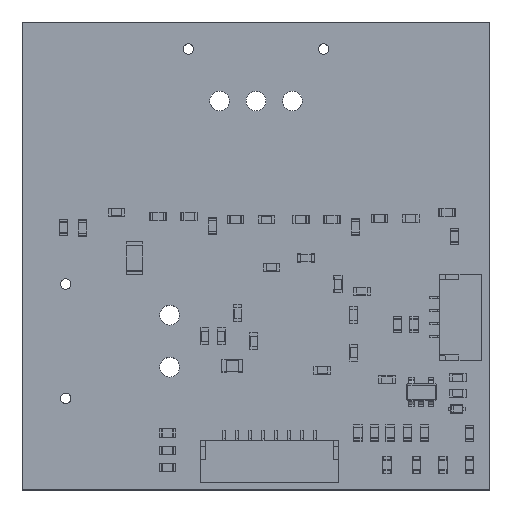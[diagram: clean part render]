
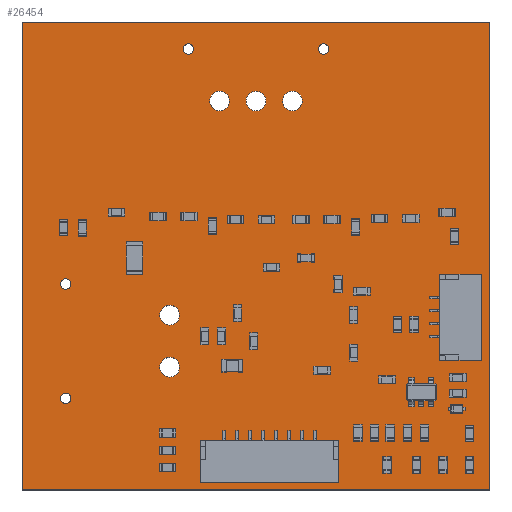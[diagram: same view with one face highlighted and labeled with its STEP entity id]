
A CAD part, top view. The second image highlights one B-rep face of the part: STEP entity #26454.
In plain terms, the highlighted planar face has unit normal (0, 0, 1).
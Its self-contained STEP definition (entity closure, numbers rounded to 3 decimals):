
#26243 = VERTEX_POINT('',#26244);
#26244 = CARTESIAN_POINT('',(168.,-149.5,1.6));
#26250 = EDGE_CURVE('',#26243,#26251,#26253,.T.);
#26251 = VERTEX_POINT('',#26252);
#26252 = CARTESIAN_POINT('',(123.,-149.5,1.6));
#26253 = LINE('',#26254,#26255);
#26254 = CARTESIAN_POINT('',(168.,-149.5,1.6));
#26255 = VECTOR('',#26256,1.);
#26256 = DIRECTION('',(-1.,0.,0.));
#26283 = VERTEX_POINT('',#26284);
#26284 = CARTESIAN_POINT('',(168.,-104.5,1.6));
#26290 = EDGE_CURVE('',#26283,#26243,#26291,.T.);
#26291 = LINE('',#26292,#26293);
#26292 = CARTESIAN_POINT('',(168.,-104.5,1.6));
#26293 = VECTOR('',#26294,1.);
#26294 = DIRECTION('',(0.,-1.,0.));
#26312 = EDGE_CURVE('',#26251,#26313,#26315,.T.);
#26313 = VERTEX_POINT('',#26314);
#26314 = CARTESIAN_POINT('',(123.,-104.5,1.6));
#26315 = LINE('',#26316,#26317);
#26316 = CARTESIAN_POINT('',(123.,-149.5,1.6));
#26317 = VECTOR('',#26318,1.);
#26318 = DIRECTION('',(0.,1.,0.));
#26454 = ADVANCED_FACE('',(#26455,#26466,#26477,#26488,#26499,#26510,
    #26521,#26532,#26543,#26554),#26565,.T.);
#26455 = FACE_BOUND('',#26456,.T.);
#26456 = EDGE_LOOP('',(#26457,#26458,#26459,#26465));
#26457 = ORIENTED_EDGE('',*,*,#26250,.F.);
#26458 = ORIENTED_EDGE('',*,*,#26290,.F.);
#26459 = ORIENTED_EDGE('',*,*,#26460,.F.);
#26460 = EDGE_CURVE('',#26313,#26283,#26461,.T.);
#26461 = LINE('',#26462,#26463);
#26462 = CARTESIAN_POINT('',(123.,-104.5,1.6));
#26463 = VECTOR('',#26464,1.);
#26464 = DIRECTION('',(1.,0.,0.));
#26465 = ORIENTED_EDGE('',*,*,#26312,.F.);
#26466 = FACE_BOUND('',#26467,.T.);
#26467 = EDGE_LOOP('',(#26468));
#26468 = ORIENTED_EDGE('',*,*,#26469,.T.);
#26469 = EDGE_CURVE('',#26470,#26470,#26472,.T.);
#26470 = VERTEX_POINT('',#26471);
#26471 = CARTESIAN_POINT('',(127.2,-141.2,1.6));
#26472 = CIRCLE('',#26473,0.5);
#26473 = AXIS2_PLACEMENT_3D('',#26474,#26475,#26476);
#26474 = CARTESIAN_POINT('',(127.2,-140.7,1.6));
#26475 = DIRECTION('',(-0.,0.,-1.));
#26476 = DIRECTION('',(-0.,-1.,0.));
#26477 = FACE_BOUND('',#26478,.T.);
#26478 = EDGE_LOOP('',(#26479));
#26479 = ORIENTED_EDGE('',*,*,#26480,.T.);
#26480 = EDGE_CURVE('',#26481,#26481,#26483,.T.);
#26481 = VERTEX_POINT('',#26482);
#26482 = CARTESIAN_POINT('',(137.2,-138.65,1.6));
#26483 = CIRCLE('',#26484,0.95);
#26484 = AXIS2_PLACEMENT_3D('',#26485,#26486,#26487);
#26485 = CARTESIAN_POINT('',(137.2,-137.7,1.6));
#26486 = DIRECTION('',(-0.,0.,-1.));
#26487 = DIRECTION('',(-0.,-1.,0.));
#26488 = FACE_BOUND('',#26489,.T.);
#26489 = EDGE_LOOP('',(#26490));
#26490 = ORIENTED_EDGE('',*,*,#26491,.T.);
#26491 = EDGE_CURVE('',#26492,#26492,#26494,.T.);
#26492 = VERTEX_POINT('',#26493);
#26493 = CARTESIAN_POINT('',(137.2,-133.65,1.6));
#26494 = CIRCLE('',#26495,0.95);
#26495 = AXIS2_PLACEMENT_3D('',#26496,#26497,#26498);
#26496 = CARTESIAN_POINT('',(137.2,-132.7,1.6));
#26497 = DIRECTION('',(-0.,0.,-1.));
#26498 = DIRECTION('',(-0.,-1.,0.));
#26499 = FACE_BOUND('',#26500,.T.);
#26500 = EDGE_LOOP('',(#26501));
#26501 = ORIENTED_EDGE('',*,*,#26502,.T.);
#26502 = EDGE_CURVE('',#26503,#26503,#26505,.T.);
#26503 = VERTEX_POINT('',#26504);
#26504 = CARTESIAN_POINT('',(127.2,-130.2,1.6));
#26505 = CIRCLE('',#26506,0.5);
#26506 = AXIS2_PLACEMENT_3D('',#26507,#26508,#26509);
#26507 = CARTESIAN_POINT('',(127.2,-129.7,1.6));
#26508 = DIRECTION('',(-0.,0.,-1.));
#26509 = DIRECTION('',(-0.,-1.,0.));
#26510 = FACE_BOUND('',#26511,.T.);
#26511 = EDGE_LOOP('',(#26512));
#26512 = ORIENTED_EDGE('',*,*,#26513,.T.);
#26513 = EDGE_CURVE('',#26514,#26514,#26516,.T.);
#26514 = VERTEX_POINT('',#26515);
#26515 = CARTESIAN_POINT('',(139.,-107.6,1.6));
#26516 = CIRCLE('',#26517,0.5);
#26517 = AXIS2_PLACEMENT_3D('',#26518,#26519,#26520);
#26518 = CARTESIAN_POINT('',(139.,-107.1,1.6));
#26519 = DIRECTION('',(-0.,0.,-1.));
#26520 = DIRECTION('',(-0.,-1.,0.));
#26521 = FACE_BOUND('',#26522,.T.);
#26522 = EDGE_LOOP('',(#26523));
#26523 = ORIENTED_EDGE('',*,*,#26524,.T.);
#26524 = EDGE_CURVE('',#26525,#26525,#26527,.T.);
#26525 = VERTEX_POINT('',#26526);
#26526 = CARTESIAN_POINT('',(142.,-113.05,1.6));
#26527 = CIRCLE('',#26528,0.95);
#26528 = AXIS2_PLACEMENT_3D('',#26529,#26530,#26531);
#26529 = CARTESIAN_POINT('',(142.,-112.1,1.6));
#26530 = DIRECTION('',(-0.,0.,-1.));
#26531 = DIRECTION('',(-0.,-1.,0.));
#26532 = FACE_BOUND('',#26533,.T.);
#26533 = EDGE_LOOP('',(#26534));
#26534 = ORIENTED_EDGE('',*,*,#26535,.T.);
#26535 = EDGE_CURVE('',#26536,#26536,#26538,.T.);
#26536 = VERTEX_POINT('',#26537);
#26537 = CARTESIAN_POINT('',(145.5,-113.05,1.6));
#26538 = CIRCLE('',#26539,0.95);
#26539 = AXIS2_PLACEMENT_3D('',#26540,#26541,#26542);
#26540 = CARTESIAN_POINT('',(145.5,-112.1,1.6));
#26541 = DIRECTION('',(-0.,0.,-1.));
#26542 = DIRECTION('',(-0.,-1.,0.));
#26543 = FACE_BOUND('',#26544,.T.);
#26544 = EDGE_LOOP('',(#26545));
#26545 = ORIENTED_EDGE('',*,*,#26546,.T.);
#26546 = EDGE_CURVE('',#26547,#26547,#26549,.T.);
#26547 = VERTEX_POINT('',#26548);
#26548 = CARTESIAN_POINT('',(149.,-113.05,1.6));
#26549 = CIRCLE('',#26550,0.95);
#26550 = AXIS2_PLACEMENT_3D('',#26551,#26552,#26553);
#26551 = CARTESIAN_POINT('',(149.,-112.1,1.6));
#26552 = DIRECTION('',(-0.,0.,-1.));
#26553 = DIRECTION('',(-0.,-1.,0.));
#26554 = FACE_BOUND('',#26555,.T.);
#26555 = EDGE_LOOP('',(#26556));
#26556 = ORIENTED_EDGE('',*,*,#26557,.T.);
#26557 = EDGE_CURVE('',#26558,#26558,#26560,.T.);
#26558 = VERTEX_POINT('',#26559);
#26559 = CARTESIAN_POINT('',(152.,-107.6,1.6));
#26560 = CIRCLE('',#26561,0.5);
#26561 = AXIS2_PLACEMENT_3D('',#26562,#26563,#26564);
#26562 = CARTESIAN_POINT('',(152.,-107.1,1.6));
#26563 = DIRECTION('',(-0.,0.,-1.));
#26564 = DIRECTION('',(-0.,-1.,0.));
#26565 = PLANE('',#26566);
#26566 = AXIS2_PLACEMENT_3D('',#26567,#26568,#26569);
#26567 = CARTESIAN_POINT('',(0.,0.,1.6));
#26568 = DIRECTION('',(0.,0.,1.));
#26569 = DIRECTION('',(1.,0.,-0.));
